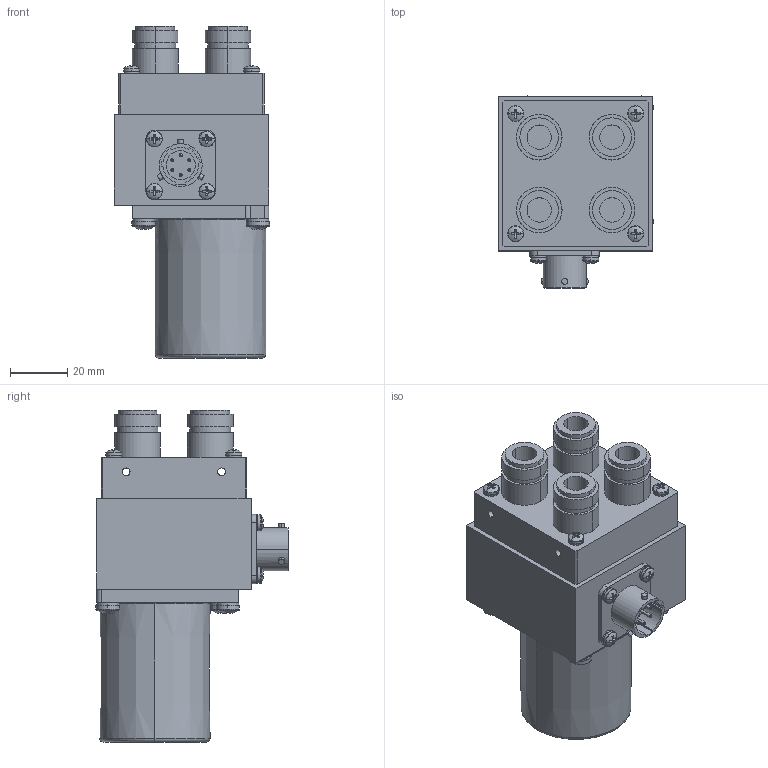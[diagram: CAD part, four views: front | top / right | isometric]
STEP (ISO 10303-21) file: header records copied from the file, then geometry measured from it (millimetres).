
FILE_DESCRIPTION (( 'STEP AP203' ), '1' );
FILE_NAME ('COAX SM7N SEALED SMI.STEP', '2016-08-26T12:55:38', ( '' ), ( '' ), 'SwSTEP 2.0', 'SolidWorks 2016', '' );
FILE_SCHEMA (( 'CONFIG_CONTROL_DESIGN' ));
Length unit declared in the file: inch
Products named in the file (1): COAX SM7N SEALED SMI
Bounding box: 54.13 x 67.05 x 115.87 mm (x, y, z)
Surface area: 33477 mm2 (no closed solid volume)
Topology: 0 solids, 34 shells, 410 faces, 1065 edges, 698 vertices
Faces by surface type: plane 215, cylinder 129, torus 40, sphere 24, cone 2
Entity records: 12823 total; most frequent: DIRECTION 2501, CARTESIAN_POINT 2276, ORIENTED_EDGE 1862, EDGE_CURVE 1065, AXIS2_PLACEMENT_3D 1031, VERTEX_POINT 698, CIRCLE 620, EDGE_LOOP 475
